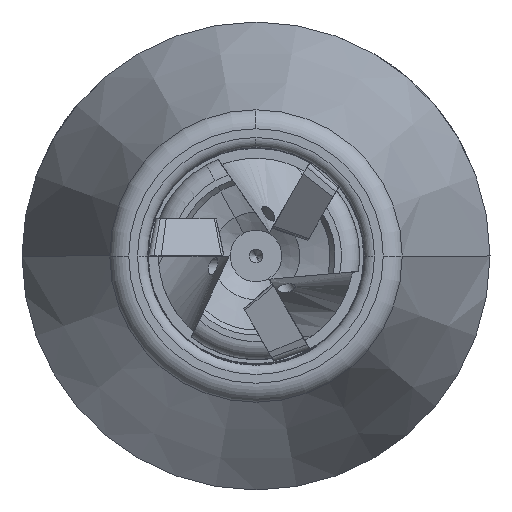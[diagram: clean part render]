
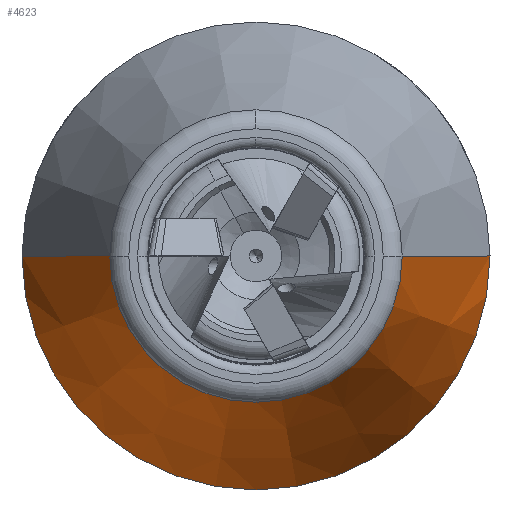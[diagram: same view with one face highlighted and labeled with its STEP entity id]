
A CAD part, front view. The second image highlights one B-rep face of the part: STEP entity #4623.
In plain terms, the highlighted conical face has half-angle 19.892 degrees and reference radius 27.875 mm.
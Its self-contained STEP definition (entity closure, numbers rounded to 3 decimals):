
#435=CIRCLE('',#4956,34.75);
#449=CIRCLE('',#4975,21.716);
#754=VECTOR('',#10548,1.);
#755=VECTOR('',#10551,1.);
#1009=LINE('',#7136,#754);
#1010=LINE('',#7139,#755);
#1358=VERTEX_POINT('',#6942);
#1359=VERTEX_POINT('',#6944);
#1376=VERTEX_POINT('',#7133);
#1377=VERTEX_POINT('',#7138);
#2037=EDGE_CURVE('',#1358,#1359,#435,.T.);
#2061=EDGE_CURVE('',#1358,#1376,#1009,.T.);
#2062=EDGE_CURVE('',#1377,#1376,#449,.T.);
#2063=EDGE_CURVE('',#1377,#1359,#1010,.T.);
#2999=ORIENTED_EDGE('',*,*,#2061,.T.);
#3000=ORIENTED_EDGE('',*,*,#2062,.F.);
#3001=ORIENTED_EDGE('',*,*,#2063,.T.);
#3002=ORIENTED_EDGE('',*,*,#2037,.F.);
#4004=EDGE_LOOP('',(#2999,#3000,#3001,#3002));
#4317=FACE_BOUND('',#4004,.T.);
#4623=ADVANCED_FACE('',(#4317),#11405,.T.);
#4956=AXIS2_PLACEMENT_3D('',#6943,#10510,#10511);
#4974=AXIS2_PLACEMENT_3D('',#7135,#10546,#10547);
#4975=AXIS2_PLACEMENT_3D('',#7137,#10549,#10550);
#6942=CARTESIAN_POINT('',(22.,0.,-34.75));
#6943=CARTESIAN_POINT('',(22.,0.,0.));
#6944=CARTESIAN_POINT('',(22.,0.,34.75));
#7133=CARTESIAN_POINT('',(58.021,0.,-21.716));
#7135=CARTESIAN_POINT('',(41.,0.,0.));
#7136=CARTESIAN_POINT('',(22.,0.,-34.75));
#7137=CARTESIAN_POINT('',(58.021,0.,0.));
#7138=CARTESIAN_POINT('',(58.021,0.,21.716));
#7139=CARTESIAN_POINT('',(58.021,0.,21.716));
#10510=DIRECTION('',(-1.,0.,0.));
#10511=DIRECTION('',(0.,0.,-34.75));
#10546=DIRECTION('',(-1.,0.,0.));
#10547=DIRECTION('',(0.,0.,-27.875));
#10548=DIRECTION('',(0.94,0.,0.34));
#10549=DIRECTION('',(1.,0.,0.));
#10550=DIRECTION('',(0.,0.,21.716));
#10551=DIRECTION('',(-0.94,0.,0.34));
#11405=CONICAL_SURFACE('',#4974,27.875,0.347);
